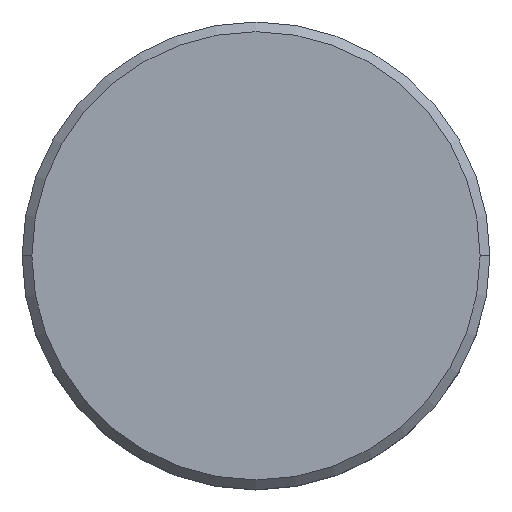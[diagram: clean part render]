
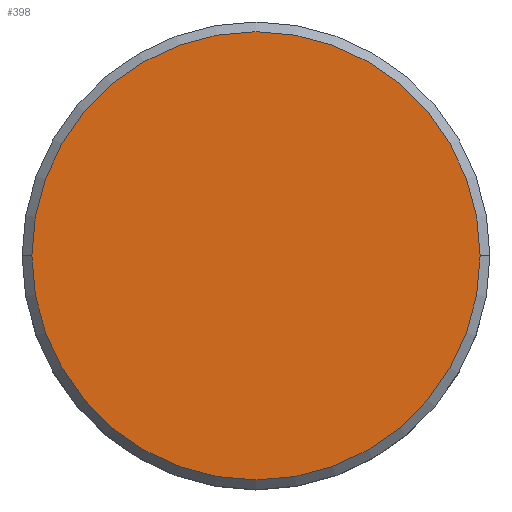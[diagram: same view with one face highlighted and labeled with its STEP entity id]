
A CAD part, top view. The second image highlights one B-rep face of the part: STEP entity #398.
In plain terms, the highlighted planar face has unit normal (0, 0, 1).
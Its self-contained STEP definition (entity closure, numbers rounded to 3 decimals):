
#30 = FACE_OUTER_BOUND ( 'NONE', #346, .T. ) ;
#33 = VERTEX_POINT ( 'NONE', #185 ) ;
#34 = CIRCLE ( 'NONE', #289, 11.5 ) ;
#73 = DIRECTION ( 'NONE',  ( 1., 0., 0. ) ) ;
#94 = DIRECTION ( 'NONE',  ( 0., 0., 1. ) ) ;
#185 = CARTESIAN_POINT ( 'NONE',  ( 11.5, 0., 0. ) ) ;
#195 = CIRCLE ( 'NONE', #393, 11.5 ) ;
#198 = CARTESIAN_POINT ( 'NONE',  ( 0., 0., 0. ) ) ;
#231 = DIRECTION ( 'NONE',  ( 0., 0., 1. ) ) ;
#251 = EDGE_CURVE ( 'NONE', #311, #33, #195, .T. ) ;
#289 = AXIS2_PLACEMENT_3D ( 'NONE', #198, #231, #306 ) ;
#306 = DIRECTION ( 'NONE',  ( 1., 0., 0. ) ) ;
#310 = CARTESIAN_POINT ( 'NONE',  ( 0., 0., 0. ) ) ;
#311 = VERTEX_POINT ( 'NONE', #334 ) ;
#334 = CARTESIAN_POINT ( 'NONE',  ( -11.5, 0., 0. ) ) ;
#346 = EDGE_LOOP ( 'NONE', ( #380, #391 ) ) ;
#374 = CARTESIAN_POINT ( 'NONE',  ( 0., 0., 0. ) ) ;
#380 = ORIENTED_EDGE ( 'NONE', *, *, #251, .T. ) ;
#391 = ORIENTED_EDGE ( 'NONE', *, *, #417, .T. ) ;
#393 = AXIS2_PLACEMENT_3D ( 'NONE', #310, #423, #73 ) ;
#398 = ADVANCED_FACE ( 'NONE', ( #30 ), #413, .T. ) ;
#410 = DIRECTION ( 'NONE',  ( 1., 0., 0. ) ) ;
#413 = PLANE ( 'NONE',  #433 ) ;
#417 = EDGE_CURVE ( 'NONE', #33, #311, #34, .T. ) ;
#423 = DIRECTION ( 'NONE',  ( 0., 0., 1. ) ) ;
#433 = AXIS2_PLACEMENT_3D ( 'NONE', #374, #94, #410 ) ;
